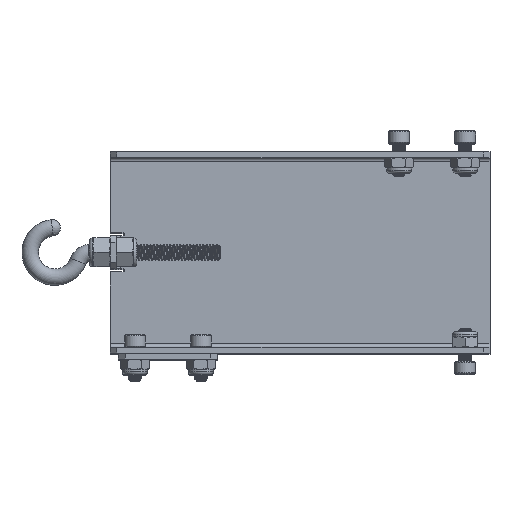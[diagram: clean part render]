
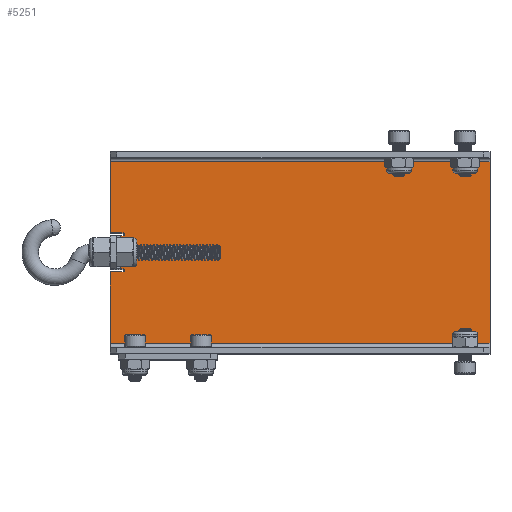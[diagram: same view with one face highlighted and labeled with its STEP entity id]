
A CAD part, top view. The second image highlights one B-rep face of the part: STEP entity #5251.
In plain terms, the highlighted planar face has unit normal (0, 0, 1).
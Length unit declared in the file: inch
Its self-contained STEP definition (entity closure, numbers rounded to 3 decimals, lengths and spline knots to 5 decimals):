
#557=PLANE('',#5775);
#641=FACE_OUTER_BOUND('',#932,.T.);
#932=EDGE_LOOP('',(#3509,#3510,#3511,#3512,#3513,#3514,#3515,#3516,#3517,
#3518,#3519,#3520));
#1268=LINE('',#7787,#1554);
#1269=LINE('',#7789,#1555);
#1270=LINE('',#7791,#1556);
#1271=LINE('',#7793,#1557);
#1272=LINE('',#7795,#1558);
#1273=LINE('',#7797,#1559);
#1274=LINE('',#7799,#1560);
#1275=LINE('',#7803,#1561);
#1276=LINE('',#7805,#1562);
#1277=LINE('',#7806,#1563);
#1554=VECTOR('',#6411,39.37008);
#1555=VECTOR('',#6412,39.37008);
#1556=VECTOR('',#6413,39.37008);
#1557=VECTOR('',#6414,39.37008);
#1558=VECTOR('',#6415,39.37008);
#1559=VECTOR('',#6416,39.37008);
#1560=VECTOR('',#6417,39.37008);
#1561=VECTOR('',#6420,39.37008);
#1562=VECTOR('',#6421,39.37008);
#1563=VECTOR('',#6422,39.37008);
#1879=CIRCLE('',#5776,0.0225);
#1880=CIRCLE('',#5777,0.0225);
#2107=VERTEX_POINT('',#7783);
#2108=VERTEX_POINT('',#7784);
#2109=VERTEX_POINT('',#7786);
#2110=VERTEX_POINT('',#7788);
#2111=VERTEX_POINT('',#7790);
#2112=VERTEX_POINT('',#7792);
#2113=VERTEX_POINT('',#7794);
#2114=VERTEX_POINT('',#7796);
#2115=VERTEX_POINT('',#7798);
#2116=VERTEX_POINT('',#7800);
#2117=VERTEX_POINT('',#7802);
#2118=VERTEX_POINT('',#7804);
#2672=EDGE_CURVE('',#2107,#2108,#1879,.T.);
#2673=EDGE_CURVE('',#2109,#2107,#1268,.T.);
#2674=EDGE_CURVE('',#2109,#2110,#1269,.T.);
#2675=EDGE_CURVE('',#2111,#2110,#1270,.T.);
#2676=EDGE_CURVE('',#2111,#2112,#1271,.T.);
#2677=EDGE_CURVE('',#2113,#2112,#1272,.T.);
#2678=EDGE_CURVE('',#2113,#2114,#1273,.T.);
#2679=EDGE_CURVE('',#2115,#2114,#1274,.T.);
#2680=EDGE_CURVE('',#2116,#2115,#1880,.T.);
#2681=EDGE_CURVE('',#2117,#2116,#1275,.T.);
#2682=EDGE_CURVE('',#2118,#2117,#1276,.T.);
#2683=EDGE_CURVE('',#2108,#2118,#1277,.T.);
#3509=ORIENTED_EDGE('',*,*,#2672,.F.);
#3510=ORIENTED_EDGE('',*,*,#2673,.F.);
#3511=ORIENTED_EDGE('',*,*,#2674,.T.);
#3512=ORIENTED_EDGE('',*,*,#2675,.F.);
#3513=ORIENTED_EDGE('',*,*,#2676,.T.);
#3514=ORIENTED_EDGE('',*,*,#2677,.F.);
#3515=ORIENTED_EDGE('',*,*,#2678,.T.);
#3516=ORIENTED_EDGE('',*,*,#2679,.F.);
#3517=ORIENTED_EDGE('',*,*,#2680,.F.);
#3518=ORIENTED_EDGE('',*,*,#2681,.F.);
#3519=ORIENTED_EDGE('',*,*,#2682,.F.);
#3520=ORIENTED_EDGE('',*,*,#2683,.F.);
#5251=ADVANCED_FACE('',(#641),#557,.T.);
#5775=AXIS2_PLACEMENT_3D('',#7782,#6407,#6408);
#5776=AXIS2_PLACEMENT_3D('',#7785,#6409,#6410);
#5777=AXIS2_PLACEMENT_3D('',#7801,#6418,#6419);
#6407=DIRECTION('center_axis',(0.,0.,
1.));
#6408=DIRECTION('ref_axis',(1.,0.,0.));
#6409=DIRECTION('center_axis',(0.,0.,
1.));
#6410=DIRECTION('ref_axis',(1.,0.,0.));
#6411=DIRECTION('',(1.,0.,0.));
#6412=DIRECTION('',(0.,-1.,0.));
#6413=DIRECTION('',(-1.,0.,0.));
#6414=DIRECTION('',(0.,1.,0.));
#6415=DIRECTION('',(1.,0.,0.));
#6416=DIRECTION('',(0.,-1.,0.));
#6417=DIRECTION('',(-1.,0.,0.));
#6418=DIRECTION('center_axis',(0.,0.,
1.));
#6419=DIRECTION('ref_axis',(1.,0.,0.));
#6420=DIRECTION('',(1.,0.,0.));
#6421=DIRECTION('',(0.,1.,0.));
#6422=DIRECTION('',(-1.,0.,0.));
#7782=CARTESIAN_POINT('Origin',(-6.,-3.05,0.14));
#7783=CARTESIAN_POINT('',(-5.65559,-1.82,0.14));
#7784=CARTESIAN_POINT('',(-5.65559,-1.775,0.14));
#7785=CARTESIAN_POINT('Origin',(-5.65559,-1.7975,0.14));
#7786=CARTESIAN_POINT('',(-5.85059,-1.82,0.14));
#7787=CARTESIAN_POINT('',(-5.85059,-1.82,0.14));
#7788=CARTESIAN_POINT('',(-5.85059,-2.9,0.14));
#7789=CARTESIAN_POINT('',(-5.85059,-3.05,0.14));
#7790=CARTESIAN_POINT('',(-0.10059,-2.9,0.14));
#7791=CARTESIAN_POINT('',(0.,-2.9,0.14));
#7792=CARTESIAN_POINT('',(-0.10059,-0.15,0.14));
#7793=CARTESIAN_POINT('',(-0.10059,-3.05,0.14));
#7794=CARTESIAN_POINT('',(-5.85059,-0.15,0.14));
#7795=CARTESIAN_POINT('',(-6.,-0.15,0.14));
#7796=CARTESIAN_POINT('',(-5.85059,-1.23,0.14));
#7797=CARTESIAN_POINT('',(-5.85059,-3.05,0.14));
#7798=CARTESIAN_POINT('',(-5.65559,-1.23,0.14));
#7799=CARTESIAN_POINT('',(-5.65559,-1.23,0.14));
#7800=CARTESIAN_POINT('',(-5.65559,-1.275,0.14));
#7801=CARTESIAN_POINT('Origin',(-5.65559,-1.2525,0.14));
#7802=CARTESIAN_POINT('',(-5.70059,-1.275,0.14));
#7803=CARTESIAN_POINT('',(-5.70059,-1.275,0.14));
#7804=CARTESIAN_POINT('',(-5.70059,-1.775,0.14));
#7805=CARTESIAN_POINT('',(-5.70059,-1.775,0.14));
#7806=CARTESIAN_POINT('',(-5.65559,-1.775,0.14));
